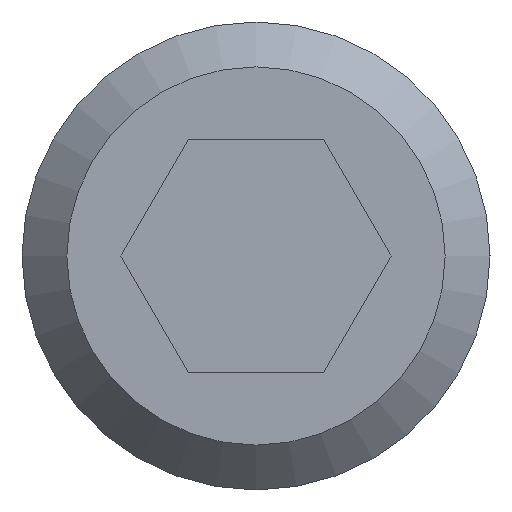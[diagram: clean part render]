
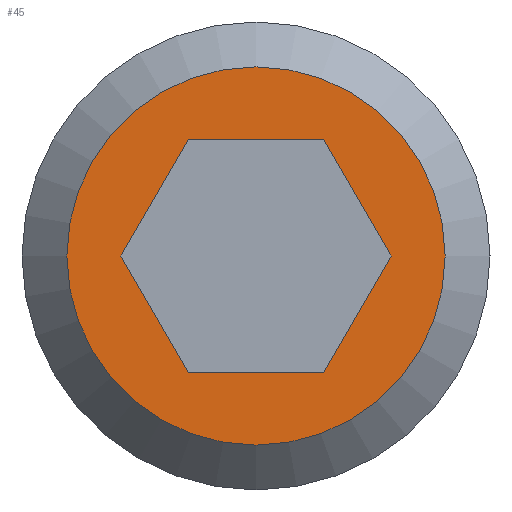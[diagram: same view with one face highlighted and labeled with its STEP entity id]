
A CAD part, left-side view. The second image highlights one B-rep face of the part: STEP entity #45.
In plain terms, the highlighted planar face has unit normal (-1, 0, 0).
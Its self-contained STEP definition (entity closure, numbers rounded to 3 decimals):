
#45 = ADVANCED_FACE( '', ( #92, #93 ), #94, .F. );
#92 = FACE_OUTER_BOUND( '', #144, .T. );
#93 = FACE_BOUND( '', #145, .T. );
#94 = PLANE( '', #146 );
#144 = EDGE_LOOP( '', ( #210 ) );
#145 = EDGE_LOOP( '', ( #211, #212, #213, #214, #215, #216 ) );
#146 = AXIS2_PLACEMENT_3D( '', #217, #218, #219 );
#210 = ORIENTED_EDGE( '', *, *, #294, .F. );
#211 = ORIENTED_EDGE( '', *, *, #287, .T. );
#212 = ORIENTED_EDGE( '', *, *, #291, .T. );
#213 = ORIENTED_EDGE( '', *, *, #282, .T. );
#214 = ORIENTED_EDGE( '', *, *, #295, .T. );
#215 = ORIENTED_EDGE( '', *, *, #296, .T. );
#216 = ORIENTED_EDGE( '', *, *, #277, .T. );
#217 = CARTESIAN_POINT( '', ( 0., 0., 0. ) );
#218 = DIRECTION( '', ( 1., 0., 0. ) );
#219 = DIRECTION( '', ( 0., 0., -1. ) );
#277 = EDGE_CURVE( '', #314, #315, #316, .T. );
#282 = EDGE_CURVE( '', #323, #324, #325, .T. );
#287 = EDGE_CURVE( '', #315, #332, #333, .T. );
#291 = EDGE_CURVE( '', #332, #323, #338, .T. );
#294 = EDGE_CURVE( '', #341, #341, #342, .T. );
#295 = EDGE_CURVE( '', #324, #343, #344, .T. );
#296 = EDGE_CURVE( '', #343, #314, #345, .T. );
#314 = VERTEX_POINT( '', #367 );
#315 = VERTEX_POINT( '', #368 );
#316 = LINE( '', #369, #370 );
#323 = VERTEX_POINT( '', #380 );
#324 = VERTEX_POINT( '', #381 );
#325 = LINE( '', #382, #383 );
#332 = VERTEX_POINT( '', #393 );
#333 = LINE( '', #394, #395 );
#338 = LINE( '', #402, #403 );
#341 = VERTEX_POINT( '', #407 );
#342 = CIRCLE( '', #408, 3.233 );
#343 = VERTEX_POINT( '', #409 );
#344 = LINE( '', #410, #411 );
#345 = LINE( '', #412, #413 );
#367 = CARTESIAN_POINT( '', ( 0., 2.309, 0. ) );
#368 = CARTESIAN_POINT( '', ( 0., 1.155, 2. ) );
#369 = CARTESIAN_POINT( '', ( 0., 2.309, 0. ) );
#370 = VECTOR( '', #437, 1000. );
#380 = CARTESIAN_POINT( '', ( 0., -2.309, 0. ) );
#381 = CARTESIAN_POINT( '', ( 0., -1.155, -2. ) );
#382 = CARTESIAN_POINT( '', ( 0., -2.309, 0. ) );
#383 = VECTOR( '', #441, 1000. );
#393 = CARTESIAN_POINT( '', ( 0., -1.155, 2. ) );
#394 = CARTESIAN_POINT( '', ( 0., 1.155, 2. ) );
#395 = VECTOR( '', #445, 1000. );
#402 = CARTESIAN_POINT( '', ( 0., -1.155, 2. ) );
#403 = VECTOR( '', #448, 1000. );
#407 = CARTESIAN_POINT( '', ( 0., 0., -3.233 ) );
#408 = AXIS2_PLACEMENT_3D( '', #450, #451, #452 );
#409 = CARTESIAN_POINT( '', ( 0., 1.155, -2. ) );
#410 = CARTESIAN_POINT( '', ( 0., -1.155, -2. ) );
#411 = VECTOR( '', #453, 1000. );
#412 = CARTESIAN_POINT( '', ( 0., 1.155, -2. ) );
#413 = VECTOR( '', #454, 1000. );
#437 = DIRECTION( '', ( 0., -0.5, 0.866 ) );
#441 = DIRECTION( '', ( 0., 0.5, -0.866 ) );
#445 = DIRECTION( '', ( 0., -1., 0. ) );
#448 = DIRECTION( '', ( 0., -0.5, -0.866 ) );
#450 = CARTESIAN_POINT( '', ( 0., 0., 0. ) );
#451 = DIRECTION( '', ( 1., 0., 0. ) );
#452 = DIRECTION( '', ( 0., 0., -1. ) );
#453 = DIRECTION( '', ( 0., 1., 0. ) );
#454 = DIRECTION( '', ( 0., 0.5, 0.866 ) );
